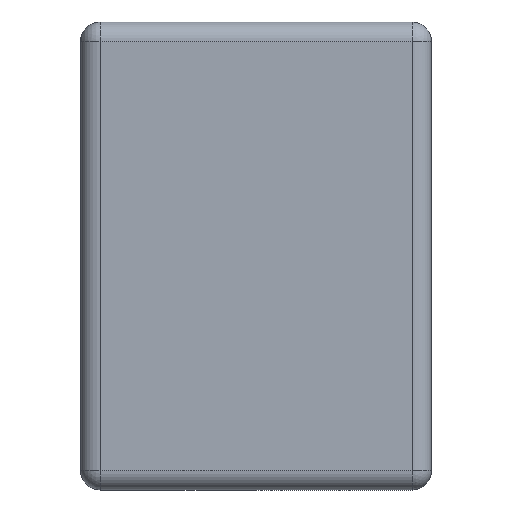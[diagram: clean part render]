
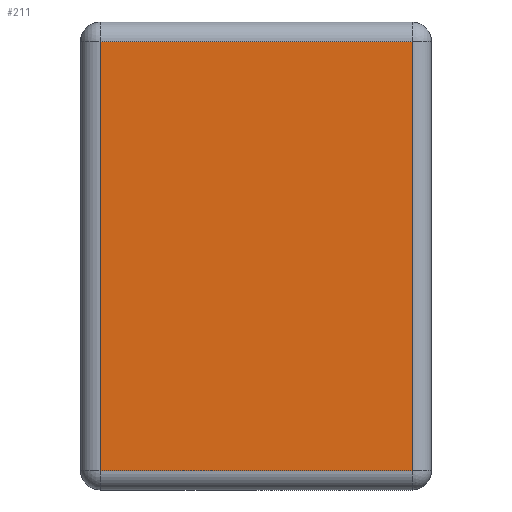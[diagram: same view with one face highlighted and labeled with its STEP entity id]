
A CAD part, left-side view. The second image highlights one B-rep face of the part: STEP entity #211.
In plain terms, the highlighted planar face has unit normal (-1, 0, 0).
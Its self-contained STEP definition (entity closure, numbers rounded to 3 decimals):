
#194 = VERTEX_POINT ( 'NONE', #1030 ) ;
#195 = ORIENTED_EDGE ( 'NONE', *, *, #196, .T. ) ;
#196 = EDGE_CURVE ( 'NONE', #194, #215, #1028, .T. ) ;
#211 = ADVANCED_FACE ( 'NONE', ( #1050 ), #1096, .F. ) ;
#212 = EDGE_LOOP ( 'NONE', ( #213, #217, #271, #195 ) ) ;
#213 = ORIENTED_EDGE ( 'NONE', *, *, #214, .T. ) ;
#214 = EDGE_CURVE ( 'NONE', #215, #216, #1091, .T. ) ;
#215 = VERTEX_POINT ( 'NONE', #1087 ) ;
#216 = VERTEX_POINT ( 'NONE', #1086 ) ;
#217 = ORIENTED_EDGE ( 'NONE', *, *, #270, .T. ) ;
#218 = VERTEX_POINT ( 'NONE', #1085 ) ;
#270 = EDGE_CURVE ( 'NONE', #216, #218, #1325, .T. ) ;
#271 = ORIENTED_EDGE ( 'NONE', *, *, #272, .T. ) ;
#272 = EDGE_CURVE ( 'NONE', #218, #194, #1321, .T. ) ;
#1025 = DIRECTION ( 'NONE',  ( 0., 0., 1. ) ) ;
#1026 = VECTOR ( 'NONE', #1025, 1000. ) ;
#1027 = CARTESIAN_POINT ( 'NONE',  ( -1., 0.05, 0.6 ) ) ;
#1028 = LINE ( 'NONE', #1027, #1026 ) ;
#1030 = CARTESIAN_POINT ( 'NONE',  ( -1., 0.05, -0.55 ) ) ;
#1050 = FACE_OUTER_BOUND ( 'NONE', #212, .T. ) ;
#1085 = CARTESIAN_POINT ( 'NONE',  ( -1., 0.85, -0.55 ) ) ;
#1086 = CARTESIAN_POINT ( 'NONE',  ( -1., 0.85, 0.55 ) ) ;
#1087 = CARTESIAN_POINT ( 'NONE',  ( -1., 0.05, 0.55 ) ) ;
#1088 = DIRECTION ( 'NONE',  ( 0., 1., 0. ) ) ;
#1089 = VECTOR ( 'NONE', #1088, 1000. ) ;
#1090 = CARTESIAN_POINT ( 'NONE',  ( -1., 0.9, 0.55 ) ) ;
#1091 = LINE ( 'NONE', #1090, #1089 ) ;
#1092 = DIRECTION ( 'NONE',  ( 0., 0., -1. ) ) ;
#1093 = DIRECTION ( 'NONE',  ( 1., 0., 0. ) ) ;
#1094 = CARTESIAN_POINT ( 'NONE',  ( -1., 0.9, 0.6 ) ) ;
#1095 = AXIS2_PLACEMENT_3D ( 'NONE', #1094, #1093, #1092 ) ;
#1096 = PLANE ( 'NONE',  #1095 ) ;
#1318 = DIRECTION ( 'NONE',  ( 0., -1., 0. ) ) ;
#1319 = VECTOR ( 'NONE', #1318, 1000. ) ;
#1320 = CARTESIAN_POINT ( 'NONE',  ( -1., 0.9, -0.55 ) ) ;
#1321 = LINE ( 'NONE', #1320, #1319 ) ;
#1322 = DIRECTION ( 'NONE',  ( 0., 0., -1. ) ) ;
#1323 = VECTOR ( 'NONE', #1322, 1000. ) ;
#1324 = CARTESIAN_POINT ( 'NONE',  ( -1., 0.85, 0.6 ) ) ;
#1325 = LINE ( 'NONE', #1324, #1323 ) ;
